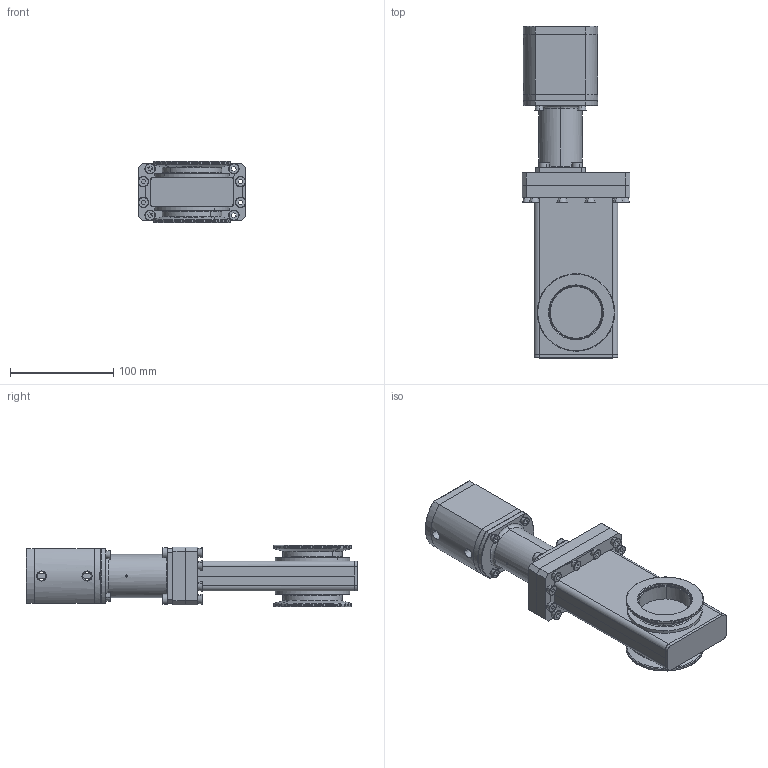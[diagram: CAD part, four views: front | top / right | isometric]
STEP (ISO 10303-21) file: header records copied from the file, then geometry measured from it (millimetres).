
FILE_DESCRIPTION (( 'STEP AP214' ), '1' );
FILE_NAME ('Hositrad_HOGVB-KF50-P.STEP', '2020-07-14T09:24:39', ( '' ), ( '' ), 'SwSTEP 2.0', 'SolidWorks 2020', '' );
FILE_SCHEMA (( 'AUTOMOTIVE_DESIGN' ));
Length unit declared in the file: millimetre
Products named in the file (1): Hositrad_HOGVB-KF50-P
Bounding box: 104 x 321 x 59 mm (x, y, z)
Surface area: 123233 mm2 (no closed solid volume)
Topology: 0 solids, 9 shells, 448 faces, 1235 edges, 832 vertices
Faces by surface type: plane 233, cylinder 121, cone 62, torus 32
Entity records: 22151 total; most frequent: CARTESIAN_POINT 13237, ORIENTED_EDGE 2168, B_SPLINE_CURVE_WITH_KNOTS 1235, EDGE_CURVE 1235, DIRECTION 898, VERTEX_POINT 832, EDGE_LOOP 561, AXIS2_PLACEMENT_3D 449
